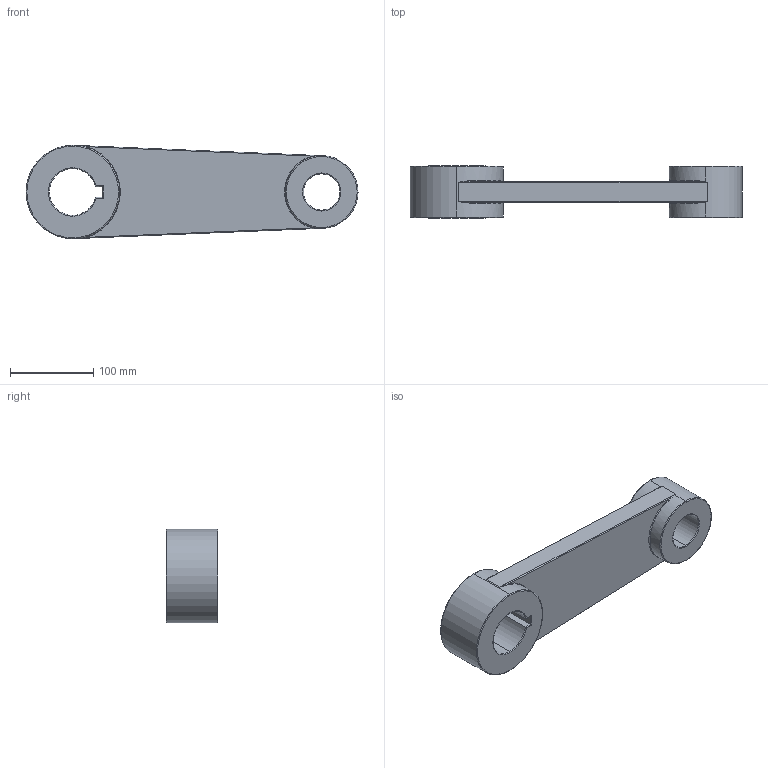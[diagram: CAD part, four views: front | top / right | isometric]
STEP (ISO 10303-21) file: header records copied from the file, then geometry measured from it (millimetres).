
FILE_DESCRIPTION (( 'STEP AP214' ), '1' );
FILE_NAME ('Arm.STEP', '2025-03-07T15:51:14', ( '' ), ( '' ), 'SwSTEP 2.0', 'SolidWorks 2023', '' );
FILE_SCHEMA (( 'AUTOMOTIVE_DESIGN' ));
Length unit declared in the file: millimetre
Products named in the file (1): Arm
Bounding box: 400 x 62.5 x 112.5 mm (x, y, z)
Volume: 1291763.3 mm3; surface area: 133387 mm2
Topology: 1 solids, 1 shells, 61 faces, 142 edges, 76 vertices
Faces by surface type: torus 22, cylinder 20, plane 11, bspline 8
Entity records: 2047 total; most frequent: CARTESIAN_POINT 724, DIRECTION 282, ORIENTED_EDGE 268, EDGE_CURVE 134, AXIS2_PLACEMENT_3D 122, VERTEX_POINT 76, CIRCLE 68, EDGE_LOOP 66
